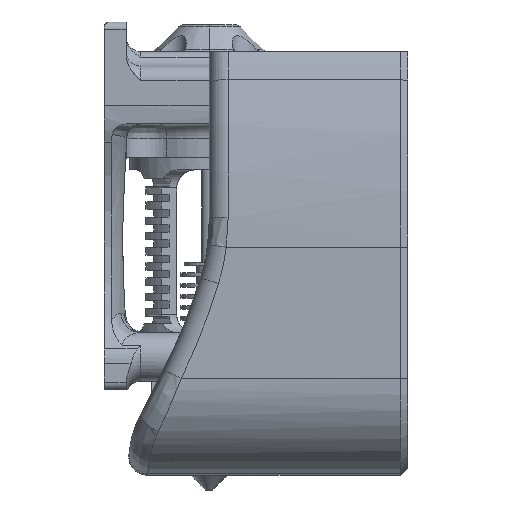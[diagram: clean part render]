
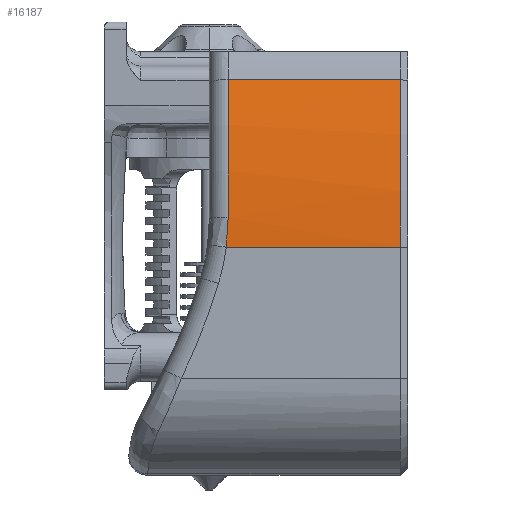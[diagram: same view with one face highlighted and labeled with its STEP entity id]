
A CAD part, front view. The second image highlights one B-rep face of the part: STEP entity #16187.
In plain terms, the highlighted cylindrical face has radius 90.29 mm (diameter 180.58 mm), a partial arc.
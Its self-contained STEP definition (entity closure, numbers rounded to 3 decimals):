
#1663=LINE('',#40893,#2594);
#1664=LINE('',#40896,#2595);
#2594=VECTOR('',#21536,1000.);
#2595=VECTOR('',#21541,1000.);
#2894=CYLINDRICAL_SURFACE('',#17773,90.29);
#3685=FACE_OUTER_BOUND('',#4690,.T.);
#4690=EDGE_LOOP('',(#14745,#14746,#14747,#14748,#14749));
#5420=B_SPLINE_CURVE_WITH_KNOTS('',3,(#40442,#40443,#40444,#40445),
 .UNSPECIFIED.,.F.,.F.,(4,4),(0.,1.),.UNSPECIFIED.);
#6268=CIRCLE('',#17748,90.29);
#6276=CIRCLE('',#17765,90.29);
#7812=VERTEX_POINT('',#40439);
#7813=VERTEX_POINT('',#40441);
#7842=VERTEX_POINT('',#40764);
#7850=VERTEX_POINT('',#40856);
#7851=VERTEX_POINT('',#40860);
#10121=EDGE_CURVE('',#7812,#7813,#5420,.T.);
#10171=EDGE_CURVE('',#7813,#7842,#6268,.T.);
#10192=EDGE_CURVE('',#7850,#7851,#6276,.T.);
#10203=EDGE_CURVE('',#7812,#7851,#1663,.T.);
#10205=EDGE_CURVE('',#7842,#7850,#1664,.T.);
#14745=ORIENTED_EDGE('',*,*,#10203,.T.);
#14746=ORIENTED_EDGE('',*,*,#10192,.F.);
#14747=ORIENTED_EDGE('',*,*,#10205,.F.);
#14748=ORIENTED_EDGE('',*,*,#10171,.F.);
#14749=ORIENTED_EDGE('',*,*,#10121,.F.);
#16187=ADVANCED_FACE('',(#3685),#2894,.T.);
#17748=AXIS2_PLACEMENT_3D('',#40765,#21471,#21472);
#17765=AXIS2_PLACEMENT_3D('',#40862,#21515,#21516);
#17773=AXIS2_PLACEMENT_3D('',#40895,#21539,#21540);
#21471=DIRECTION('center_axis',(-1.,0.,0.));
#21472=DIRECTION('ref_axis',(0.,-0.966,0.257));
#21515=DIRECTION('center_axis',(1.,0.,0.));
#21516=DIRECTION('ref_axis',(0.,-0.966,0.257));
#21536=DIRECTION('',(1.,0.,0.));
#21539=DIRECTION('center_axis',(-1.,0.,0.));
#21540=DIRECTION('ref_axis',(0.,-0.966,0.257));
#21541=DIRECTION('',(1.,0.,0.));
#40439=CARTESIAN_POINT('',(2.642,-30.29,62.52));
#40441=CARTESIAN_POINT('',(2.9,-30.197,66.628));
#40442=CARTESIAN_POINT('Ctrl Pts',(2.642,-30.29,62.52));
#40443=CARTESIAN_POINT('Ctrl Pts',(2.814,-30.29,63.882));
#40444=CARTESIAN_POINT('Ctrl Pts',(2.9,-30.259,65.256));
#40445=CARTESIAN_POINT('Ctrl Pts',(2.9,-30.197,66.628));
#40764=CARTESIAN_POINT('',(2.9,-27.258,85.724));
#40765=CARTESIAN_POINT('Origin',(2.9,60.,62.52));
#40856=CARTESIAN_POINT('',(26.7,-27.258,85.724));
#40860=CARTESIAN_POINT('',(26.7,-30.29,62.52));
#40862=CARTESIAN_POINT('Origin',(26.7,60.,62.52));
#40893=CARTESIAN_POINT('',(1.9,-30.29,62.52));
#40895=CARTESIAN_POINT('Origin',(27.,60.,62.52));
#40896=CARTESIAN_POINT('',(1.9,-27.258,85.724));
